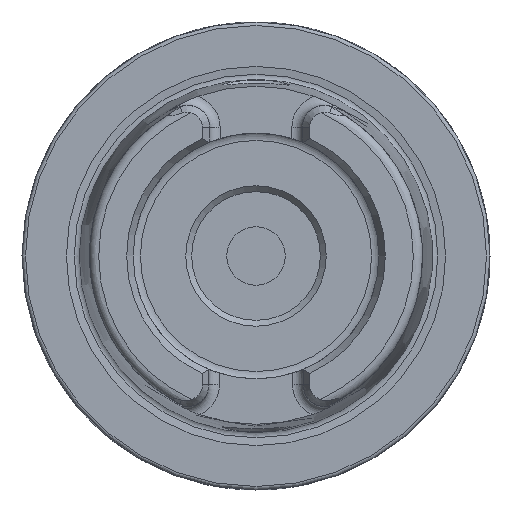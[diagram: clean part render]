
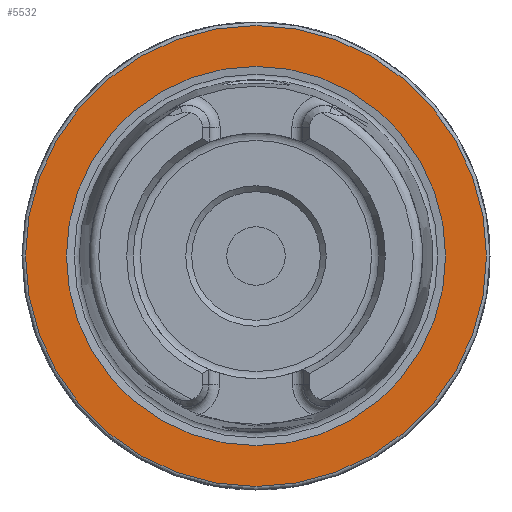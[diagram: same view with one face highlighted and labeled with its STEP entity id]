
A CAD part, left-side view. The second image highlights one B-rep face of the part: STEP entity #5532.
In plain terms, the highlighted planar face has unit normal (-1, 0, 0).
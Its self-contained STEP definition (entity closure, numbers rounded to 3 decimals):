
#133 = CARTESIAN_POINT ( 'NONE',  ( 0., 0., 0. ) ) ;
#214 = DIRECTION ( 'NONE',  ( 0., 0., 1. ) ) ;
#382 = FACE_BOUND ( 'NONE', #5498, .T. ) ;
#720 = VERTEX_POINT ( 'NONE', #7924 ) ;
#2277 = VERTEX_POINT ( 'NONE', #6207 ) ;
#3350 = CARTESIAN_POINT ( 'NONE',  ( 0., 19.7, 0. ) ) ;
#3423 = PLANE ( 'NONE',  #8937 ) ;
#4252 = AXIS2_PLACEMENT_3D ( 'NONE', #133, #8385, #214 ) ;
#4298 = AXIS2_PLACEMENT_3D ( 'NONE', #8151, #8076, #5343 ) ;
#4337 = DIRECTION ( 'NONE',  ( 0., 0., -1. ) ) ;
#4363 = CIRCLE ( 'NONE', #4298, 19.7 ) ;
#5343 = DIRECTION ( 'NONE',  ( 0., 0., 1. ) ) ;
#5498 = EDGE_LOOP ( 'NONE', ( #11453 ) ) ;
#5532 = ADVANCED_FACE ( 'NONE', ( #382, #6010 ), #3423, .F. ) ;
#6010 = FACE_OUTER_BOUND ( 'NONE', #8162, .T. ) ;
#6207 = CARTESIAN_POINT ( 'NONE',  ( 0., 0., 19.7 ) ) ;
#7924 = CARTESIAN_POINT ( 'NONE',  ( 0., 0., 16.207 ) ) ;
#8076 = DIRECTION ( 'NONE',  ( -1., 0., 0. ) ) ;
#8151 = CARTESIAN_POINT ( 'NONE',  ( 0., 0., 0. ) ) ;
#8162 = EDGE_LOOP ( 'NONE', ( #8573 ) ) ;
#8385 = DIRECTION ( 'NONE',  ( -1., 0., 0. ) ) ;
#8573 = ORIENTED_EDGE ( 'NONE', *, *, #9535, .T. ) ;
#8631 = CIRCLE ( 'NONE', #4252, 16.207 ) ;
#8863 = DIRECTION ( 'NONE',  ( 1., 0., 0. ) ) ;
#8937 = AXIS2_PLACEMENT_3D ( 'NONE', #3350, #8863, #4337 ) ;
#9535 = EDGE_CURVE ( 'NONE', #2277, #2277, #4363, .T. ) ;
#11453 = ORIENTED_EDGE ( 'NONE', *, *, #11561, .F. ) ;
#11561 = EDGE_CURVE ( 'NONE', #720, #720, #8631, .T. ) ;
